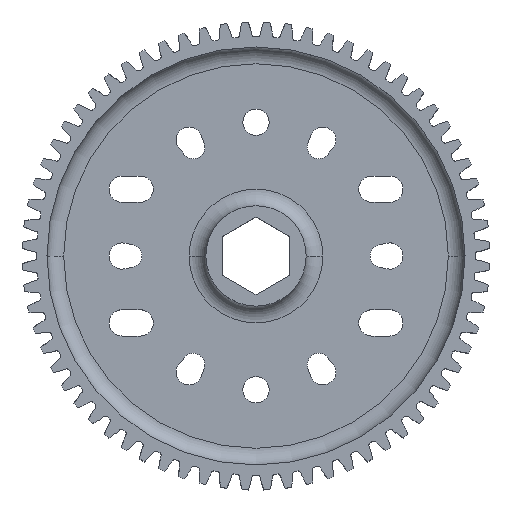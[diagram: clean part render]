
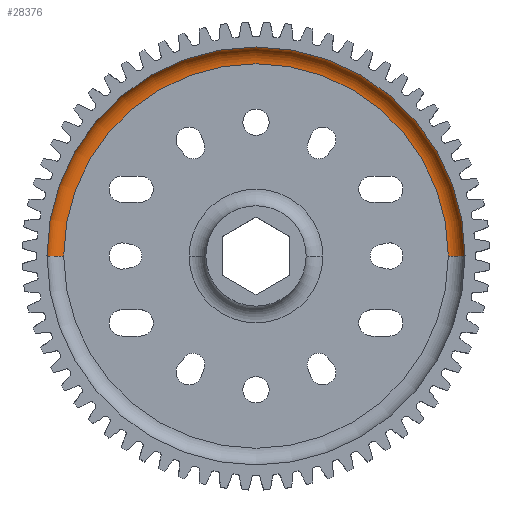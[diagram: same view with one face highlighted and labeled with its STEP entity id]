
A CAD part, top view. The second image highlights one B-rep face of the part: STEP entity #28376.
In plain terms, the highlighted toroidal (fillet/blend) face has major radius 36.513 mm and minor radius 3.175 mm.
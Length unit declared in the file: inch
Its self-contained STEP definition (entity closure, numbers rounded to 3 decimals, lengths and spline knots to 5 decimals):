
#768 = EDGE_CURVE ( 'NONE', #33464, #7377, #6856, .T. ) ;
#863 = EDGE_CURVE ( 'NONE', #7377, #2018, #29488, .T. ) ;
#2018 = VERTEX_POINT ( 'NONE', #33121 ) ;
#3898 = CARTESIAN_POINT ( 'NONE',  ( 1.5625, 0., 0.0275 ) ) ;
#4702 = CIRCLE ( 'NONE', #31754, 1.5625 ) ;
#4833 = EDGE_CURVE ( 'NONE', #2018, #13036, #4702, .T. ) ;
#4880 = CARTESIAN_POINT ( 'NONE',  ( -1.4375, 0., -0.0975 ) ) ;
#5921 = ORIENTED_EDGE ( 'NONE', *, *, #4833, .F. ) ;
#6856 = CIRCLE ( 'NONE', #26185, 1.4375 ) ;
#7377 = VERTEX_POINT ( 'NONE', #4880 ) ;
#7782 = CARTESIAN_POINT ( 'NONE',  ( 1.4375, 0., 0.0275 ) ) ;
#8776 = CARTESIAN_POINT ( 'NONE',  ( -1.4375, 0., 0.0275 ) ) ;
#10788 = FACE_OUTER_BOUND ( 'NONE', #15853, .T. ) ;
#13036 = VERTEX_POINT ( 'NONE', #3898 ) ;
#13633 = DIRECTION ( 'NONE',  ( 1., 0., 0. ) ) ;
#13805 = DIRECTION ( 'NONE',  ( 0., 0., 1. ) ) ;
#14975 = CARTESIAN_POINT ( 'NONE',  ( 0., 0., 0.0275 ) ) ;
#15853 = EDGE_LOOP ( 'NONE', ( #23508, #18078, #17964, #5921 ) ) ;
#16400 = DIRECTION ( 'NONE',  ( -1., 0., 0. ) ) ;
#16465 = AXIS2_PLACEMENT_3D ( 'NONE', #18923, #21350, #29288 ) ;
#17964 = ORIENTED_EDGE ( 'NONE', *, *, #26048, .T. ) ;
#18078 = ORIENTED_EDGE ( 'NONE', *, *, #768, .F. ) ;
#18516 = DIRECTION ( 'NONE',  ( 0., -1., 0. ) ) ;
#18923 = CARTESIAN_POINT ( 'NONE',  ( 0., 0., 0.0275 ) ) ;
#19347 = CARTESIAN_POINT ( 'NONE',  ( 0., 0., -0.0975 ) ) ;
#21256 = CIRCLE ( 'NONE', #33380, 0.125 ) ;
#21350 = DIRECTION ( 'NONE',  ( 0., 0., 1. ) ) ;
#23508 = ORIENTED_EDGE ( 'NONE', *, *, #863, .F. ) ;
#24221 = DIRECTION ( 'NONE',  ( 0., 0., -1. ) ) ;
#24524 = DIRECTION ( 'NONE',  ( 0., 1., 0. ) ) ;
#26048 = EDGE_CURVE ( 'NONE', #33464, #13036, #21256, .T. ) ;
#26185 = AXIS2_PLACEMENT_3D ( 'NONE', #19347, #13805, #13633 ) ;
#28376 = ADVANCED_FACE ( 'NONE', ( #10788 ), #31922, .F. ) ;
#29288 = DIRECTION ( 'NONE',  ( 1., 0., 0. ) ) ;
#29314 = CARTESIAN_POINT ( 'NONE',  ( 1.4375, 0., -0.0975 ) ) ;
#29488 = CIRCLE ( 'NONE', #31680, 0.125 ) ;
#30523 = DIRECTION ( 'NONE',  ( 1., 0., 0. ) ) ;
#31680 = AXIS2_PLACEMENT_3D ( 'NONE', #8776, #24524, #16400 ) ;
#31754 = AXIS2_PLACEMENT_3D ( 'NONE', #14975, #33129, #30523 ) ;
#31922 = TOROIDAL_SURFACE ( 'NONE', #16465, 1.4375, 0.125 ) ;
#33121 = CARTESIAN_POINT ( 'NONE',  ( -1.5625, 0., 0.0275 ) ) ;
#33129 = DIRECTION ( 'NONE',  ( 0., 0., -1. ) ) ;
#33380 = AXIS2_PLACEMENT_3D ( 'NONE', #7782, #18516, #24221 ) ;
#33464 = VERTEX_POINT ( 'NONE', #29314 ) ;
